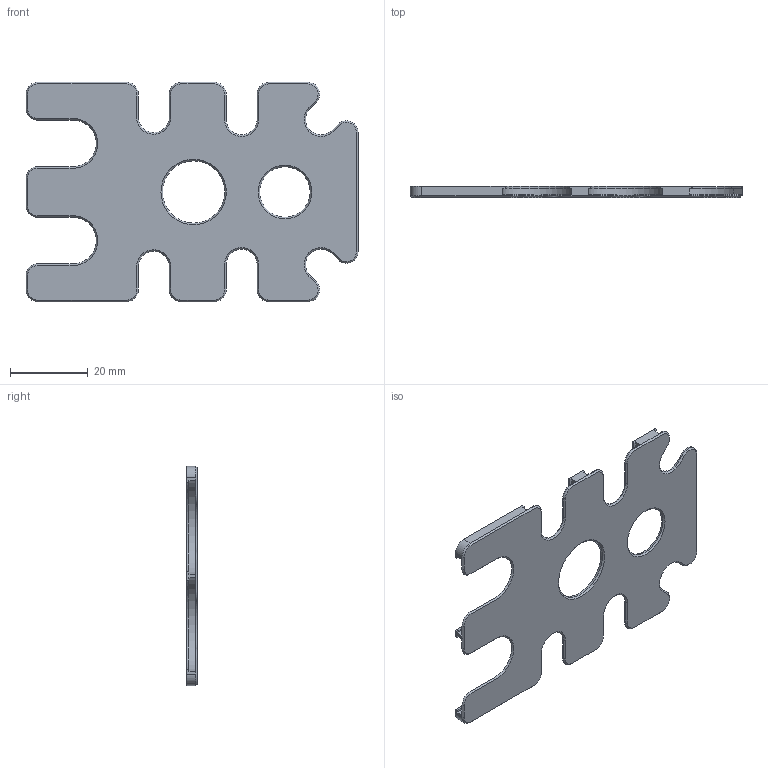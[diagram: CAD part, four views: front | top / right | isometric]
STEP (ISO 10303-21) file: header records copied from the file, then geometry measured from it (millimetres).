
FILE_DESCRIPTION(/* description */ (''),/* implementation_level */ '2;1');
FILE_NAME(/* name */ 'coin_final2 v6.step',/* time_stamp */ '2025-04-13T10:50:31-04:00',/* author */ (''),/* organization */ (''),/* preprocessor_version */ 'ST-DEVELOPER v20.1',/* originating_system */ 'Autodesk Translation Framework v14.4.0.0',/* authorisation */ '');
FILE_SCHEMA (('AUTOMOTIVE_DESIGN { 1 0 10303 214 3 1 1 }'));
Length unit declared in the file: millimetre
Products named in the file (1): coin_final2
Bounding box: 85.6 x 2.8 x 56.54 mm (x, y, z)
Volume: 4629.2 mm3; surface area: 8809 mm2
Topology: 1 solids, 1 shells, 172 faces, 458 edges, 290 vertices
Faces by surface type: plane 100, cylinder 42, cone 30
Full cylindrical faces by diameter (mm): 13.01 x1, 16.06 x1
Entity records: 5337 total; most frequent: DIRECTION 926, CARTESIAN_POINT 921, ORIENTED_EDGE 916, EDGE_CURVE 458, LINE 336, VECTOR 336, AXIS2_PLACEMENT_3D 295, VERTEX_POINT 290
